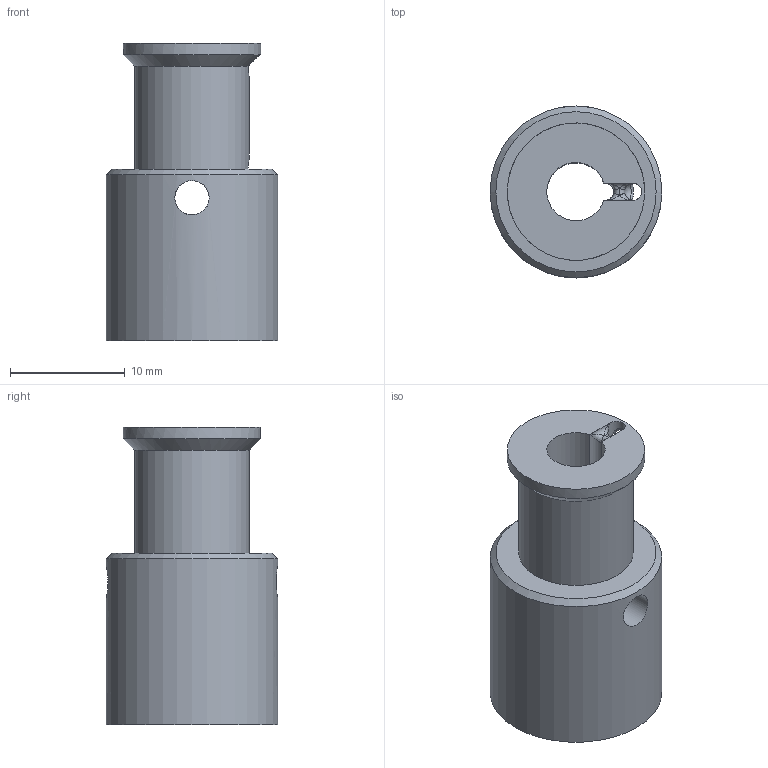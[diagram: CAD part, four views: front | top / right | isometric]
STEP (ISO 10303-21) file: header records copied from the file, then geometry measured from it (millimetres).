
FILE_DESCRIPTION((''),'2;1');
FILE_NAME('xy pulley.ipt.step','2013-10-18T14:32:25',(''),(''),'Autodesk Inventor 2013','Autodesk Inventor 2013','');
FILE_SCHEMA(('AUTOMOTIVE_DESIGN { 1 0 10303 214 1 1 1 1 }'));
Length unit declared in the file: millimetre
Products named in the file (1): xy pulley
Bounding box: 15 x 15 x 26 mm (x, y, z)
Volume: 2901 mm3; surface area: 1990.5 mm2
Topology: 1 solids, 1 shells, 47 faces, 132 edges, 77 vertices
Faces by surface type: cylinder 16, bspline 11, plane 11, torus 5, sphere 2, cone 2
Full cylindrical faces by diameter (mm): 1.5 x2, 3 x2, 10 x1, 12 x1, 15 x1
Entity records: 2274 total; most frequent: CARTESIAN_POINT 1202, ORIENTED_EDGE 228, DIRECTION 187, EDGE_CURVE 114, AXIS2_PLACEMENT_3D 80, VERTEX_POINT 74, EDGE_LOOP 62, FACE_OUTER_BOUND 47
